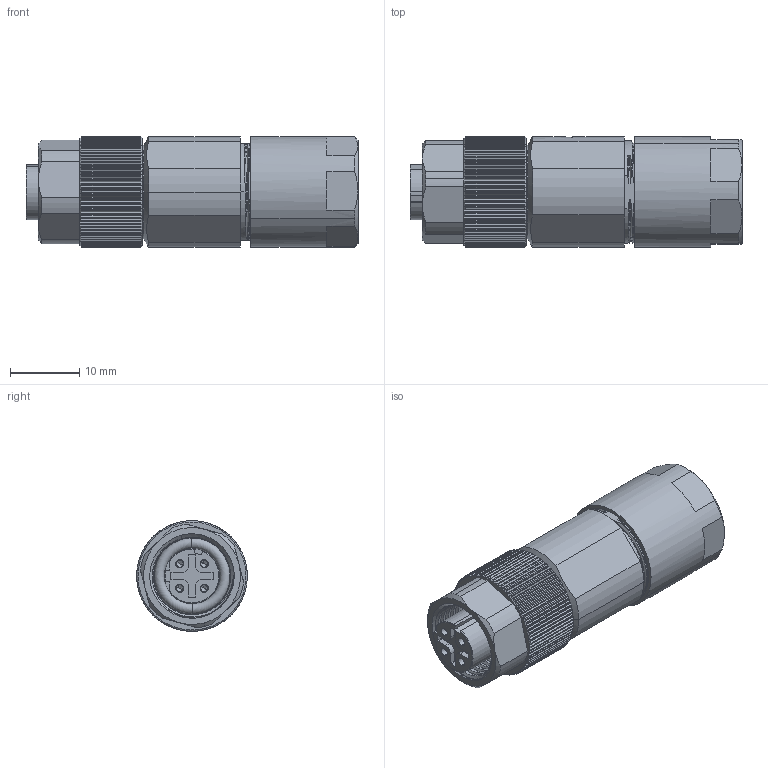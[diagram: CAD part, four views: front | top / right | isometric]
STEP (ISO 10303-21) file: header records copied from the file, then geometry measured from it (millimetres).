
FILE_DESCRIPTION (( 'STEP AP203' ), '1' );
FILE_NAME ('55-00255.STEP', '2024-05-02T16:44:23', ( '' ), ( '' ), 'SwSTEP 2.0', 'SolidWorks 2021', '' );
FILE_SCHEMA (( 'CONFIG_CONTROL_DESIGN' ));
Length unit declared in the file: millimetre
Products named in the file (19): 55-00255-04___; 55-00255; 55-00255-17___; 55-00255-12___; 55-00255-10___; 55-00255-13___; 55-00255-06___; 55-00255-05___; 55-00255-18___; 55-00255-11___; 55-00255-09___; 55-00255-08___; 55-00255-01___; 55-00255-07___; 55-00255-14___; 55-00255-02___; 55-00255-15___; 55-00255-16___; 55-00255-03___
Assembly tree (21 placements, depth 2):
  55-00255
    55-00255-01___
    55-00255-02___
    55-00255-03___
    55-00255-04___
    55-00255-05___
    55-00255-06___
    55-00255-07___
    55-00255-08___
    55-00255-09___
    55-00255-10___
    55-00255-11___
    55-00255-12___
    55-00255-13___
    55-00255-14___
    55-00255-15___
    55-00255-16___
    55-00255-17___
    55-00255-18___  x4
Bounding box: 48 x 16 x 16 mm (x, y, z)
Volume: 6589.1 mm3; surface area: 13891.4 mm2
Topology: 22 solids, 22 shells, 1710 faces, 4429 edges, 2787 vertices
Faces by surface type: plane 661, cylinder 447, bspline 310, cone 276, torus 16
Entity records: 84777 total; most frequent: CARTESIAN_POINT 46447, ORIENTED_EDGE 8370, DIRECTION 6566, EDGE_CURVE 4185, VERTEX_POINT 2637, AXIS2_PLACEMENT_3D 2627, EDGE_LOOP 1678, ADVANCED_FACE 1611
